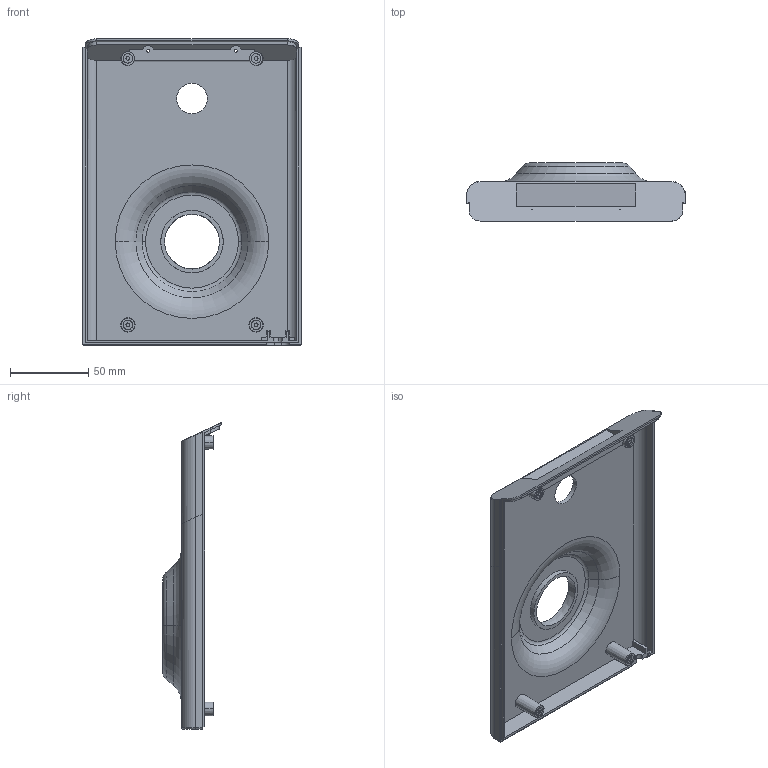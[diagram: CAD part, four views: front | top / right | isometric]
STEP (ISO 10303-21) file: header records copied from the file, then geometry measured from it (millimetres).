
FILE_DESCRIPTION (( 'STEP AP214' ), '1' );
FILE_NAME ('54-6024025_A-Cover_Rev 0.002.step', '2020-12-18T07:54:37', ( '' ), ( '' ), 'SwSTEP 2.0', 'SolidWorks 2019', '' );
FILE_SCHEMA (( 'AUTOMOTIVE_DESIGN' ));
Length unit declared in the file: millimetre
Products named in the file (3): 54-6021438; 54-6024029^54-6024025; 54-6024025_A-Cover_Rev 0.002
Assembly tree (5 placements, depth 2):
  54-6024025_A-Cover_Rev 0.002
    54-6021438
    54-6024029^54-6024025  x4
Bounding box: 140 x 37.37 x 195.84 mm (x, y, z)
Volume: 105342.8 mm3; surface area: 74143.3 mm2
Topology: 5 solids, 5 shells, 183 faces, 439 edges, 284 vertices
Faces by surface type: plane 82, cylinder 51, cone 32, torus 12, bspline 6
Entity records: 5860 total; most frequent: CARTESIAN_POINT 1601, DIRECTION 795, ORIENTED_EDGE 770, EDGE_CURVE 385, AXIS2_PLACEMENT_3D 292, VERTEX_POINT 248, LINE 211, VECTOR 211
